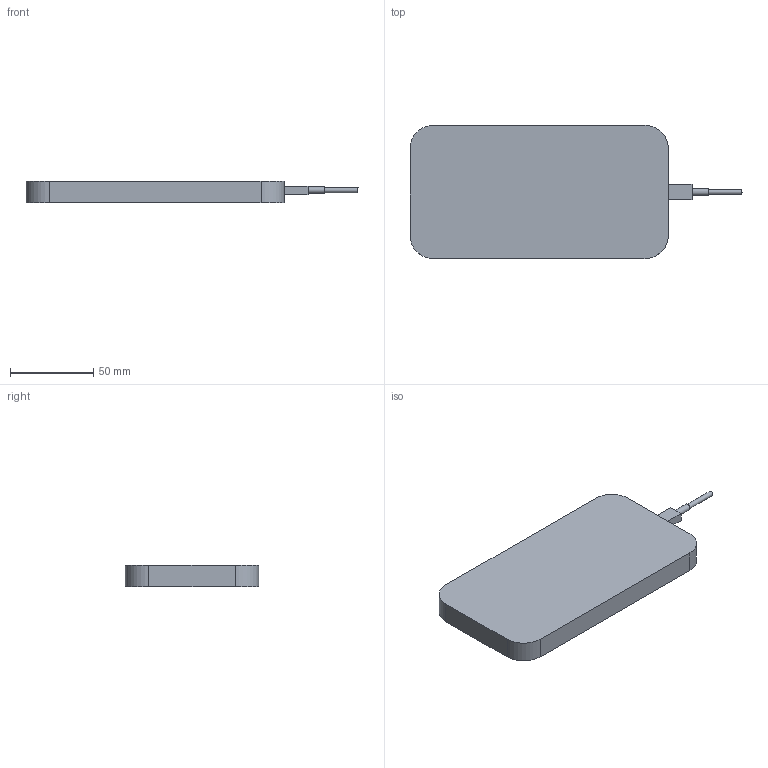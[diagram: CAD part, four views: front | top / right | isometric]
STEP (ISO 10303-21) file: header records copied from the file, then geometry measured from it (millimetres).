
FILE_DESCRIPTION(/* description */ ('STEP AP242','CAx-IF Rec.Pracs.---Representation and Presentation of Product Manufacturing Information (PMI)---4.0---2014-10-13','CAx-IF Rec.Pracs.---3D Tessellated Geometry---0.4---2014-09-14','2;1'),/* implementation_level */ '2;1');
FILE_NAME(/* name */ '669483bc6331925a54de0836',/* time_stamp */ '2024-07-15T02:04:44Z',/* author */ (''),/* organization */ (''),/* preprocessor_version */ 'ST-DEVELOPER v20',/* originating_system */ ' ',/* authorisation */ ' ');
FILE_SCHEMA (('AP242_MANAGED_MODEL_BASED_3D_ENGINEERING_MIM_LF { 1 0 10303 442 1 1 4 }'));
Length unit declared in the file: metre
Products named in the file (3): phone_assembly; Part 1
Assembly tree (2 placements, depth 2):
  phone_assembly
    Part 1
    Part 1
Bounding box: 199.2 x 80 x 13 mm (x, y, z)
Volume: 159851.8 mm3; surface area: 31287.2 mm2
Topology: 2 solids, 2 shells, 30 faces, 66 edges, 44 vertices
Faces by surface type: plane 24, cylinder 6
Full cylindrical faces by diameter (mm): 3 x1, 4 x1
Entity records: 879 total; most frequent: DIRECTION 142, CARTESIAN_POINT 141, ORIENTED_EDGE 128, EDGE_CURVE 64, LINE 52, VECTOR 52, AXIS2_PLACEMENT_3D 45, VERTEX_POINT 44
